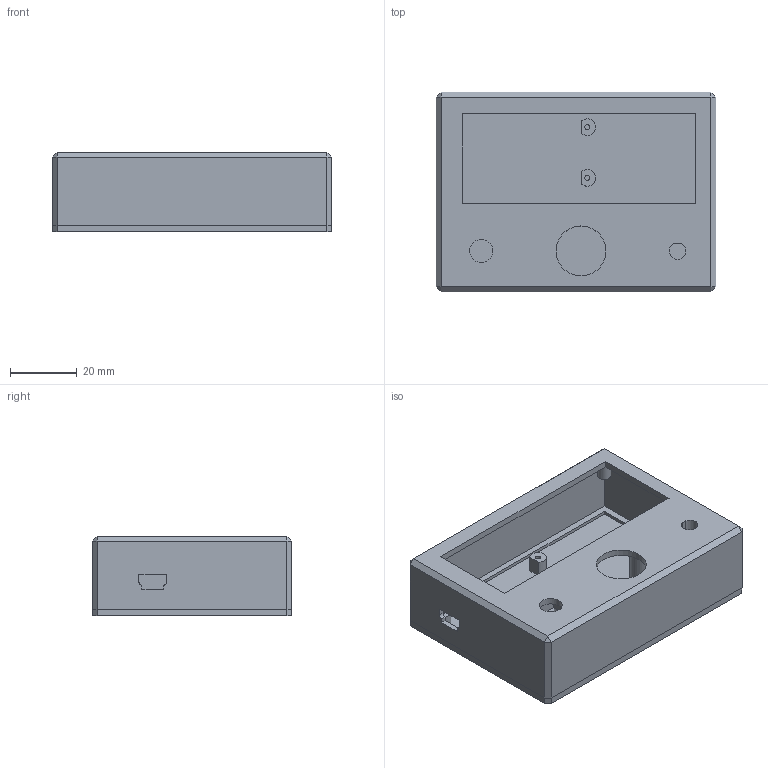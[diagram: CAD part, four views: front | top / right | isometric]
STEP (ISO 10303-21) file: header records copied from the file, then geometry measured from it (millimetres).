
FILE_DESCRIPTION(/* description */ (''),/* implementation_level */ '2;1');
FILE_NAME(/* name */ 'BOX.step',/* time_stamp */ '2022-08-26T22:04:02+02:00',/* author */ (''),/* organization */ (''),/* preprocessor_version */ 'ST-DEVELOPER v19',/* originating_system */ 'Autodesk Translation Framework v11.7.0.108',/* authorisation */ '');
FILE_SCHEMA (('AUTOMOTIVE_DESIGN { 1 0 10303 214 3 1 1 }'));
Length unit declared in the file: millimetre
Products named in the file (1): BOX
Bounding box: 84 x 60 x 24 mm (x, y, z)
Volume: 28489.7 mm3; surface area: 32349.6 mm2
Topology: 2 solids, 2 shells, 154 faces, 373 edges, 243 vertices
Faces by surface type: plane 120, cylinder 30, cone 2, torus 2
Full cylindrical faces by diameter (mm): 1.5 x4, 1.9 x4, 3.2 x2, 4 x4, 4.2 x2, 7 x1, 8 x2, 15 x1
Entity records: 4537 total; most frequent: CARTESIAN_POINT 792, DIRECTION 753, ORIENTED_EDGE 746, EDGE_CURVE 373, LINE 297, VECTOR 297, VERTEX_POINT 243, AXIS2_PLACEMENT_3D 228
